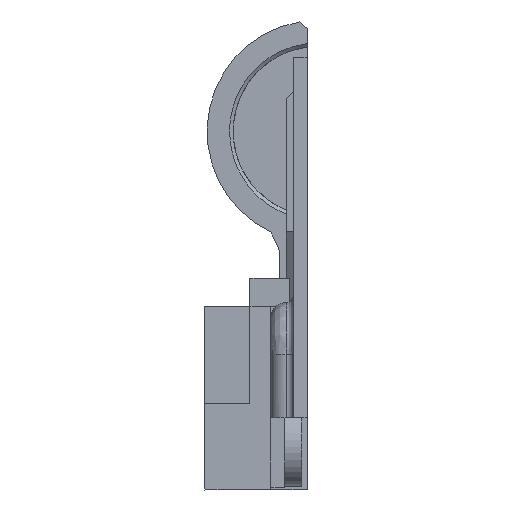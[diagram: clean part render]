
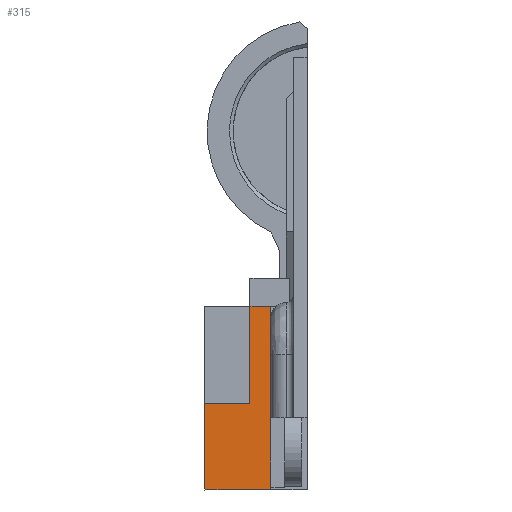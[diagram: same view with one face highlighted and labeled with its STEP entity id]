
A CAD part, left-side view. The second image highlights one B-rep face of the part: STEP entity #315.
In plain terms, the highlighted planar face has unit normal (-1, 0, 0).
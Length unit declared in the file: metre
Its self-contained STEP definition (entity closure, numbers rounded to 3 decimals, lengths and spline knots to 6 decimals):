
#315 = ADVANCED_FACE( '', ( #627 ), #628, .T. );
#627 = FACE_OUTER_BOUND( '', #1169, .T. );
#628 = PLANE( '', #1170 );
#1169 = EDGE_LOOP( '', ( #2406, #2407, #2408, #2409, #2410, #2411, #2412, #2413, #2414 ) );
#1170 = AXIS2_PLACEMENT_3D( '', #2415, #2416, #2417 );
#2406 = ORIENTED_EDGE( '', *, *, #3164, .F. );
#2407 = ORIENTED_EDGE( '', *, *, #3153, .T. );
#2408 = ORIENTED_EDGE( '', *, *, #2901, .T. );
#2409 = ORIENTED_EDGE( '', *, *, #2851, .F. );
#2410 = ORIENTED_EDGE( '', *, *, #3002, .T. );
#2411 = ORIENTED_EDGE( '', *, *, #2904, .T. );
#2412 = ORIENTED_EDGE( '', *, *, #2980, .T. );
#2413 = ORIENTED_EDGE( '', *, *, #3000, .F. );
#2414 = ORIENTED_EDGE( '', *, *, #3131, .T. );
#2415 = CARTESIAN_POINT( '', ( 0.0149, -0.000824, -0.01271 ) );
#2416 = DIRECTION( '', ( -1., 0., 0. ) );
#2417 = DIRECTION( '', ( 0., 0., 1. ) );
#2851 = EDGE_CURVE( '', #3480, #3482, #3483, .T. );
#2901 = EDGE_CURVE( '', #3567, #3482, #3568, .T. );
#2904 = EDGE_CURVE( '', #3560, #3570, #3572, .T. );
#2980 = EDGE_CURVE( '', #3570, #3704, #3705, .T. );
#3000 = EDGE_CURVE( '', #3734, #3704, #3737, .T. );
#3002 = EDGE_CURVE( '', #3480, #3560, #3739, .T. );
#3131 = EDGE_CURVE( '', #3734, #3933, #3935, .T. );
#3153 = EDGE_CURVE( '', #3959, #3567, #3960, .T. );
#3164 = EDGE_CURVE( '', #3959, #3933, #3975, .T. );
#3480 = VERTEX_POINT( '', #4402 );
#3482 = VERTEX_POINT( '', #4405 );
#3483 = B_SPLINE_CURVE_WITH_KNOTS( '', 1, ( #4406, #4407 ), .UNSPECIFIED., .F., .F., ( 2, 2 ), ( 0., 1. ), .UNSPECIFIED. );
#3560 = VERTEX_POINT( '', #4526 );
#3567 = VERTEX_POINT( '', #4536 );
#3568 = LINE( '', #4537, #4538 );
#3570 = VERTEX_POINT( '', #4541 );
#3572 = LINE( '', #4544, #4545 );
#3704 = VERTEX_POINT( '', #4824 );
#3705 = LINE( '', #4825, #4826 );
#3734 = VERTEX_POINT( '', #4876 );
#3737 = LINE( '', #4880, #4881 );
#3739 = LINE( '', #4884, #4885 );
#3933 = VERTEX_POINT( '', #5245 );
#3935 = LINE( '', #5248, #5249 );
#3959 = VERTEX_POINT( '', #5307 );
#3960 = LINE( '', #5308, #5309 );
#3975 = LINE( '', #5334, #5335 );
#4402 = CARTESIAN_POINT( '', ( 0.014901, -0.000824, -0.010628 ) );
#4405 = CARTESIAN_POINT( '', ( 0.014901, -0.000824, -0.012628 ) );
#4406 = CARTESIAN_POINT( '', ( 0.014902, -0.000824, -0.010628 ) );
#4407 = CARTESIAN_POINT( '', ( 0.014902, -0.000824, -0.012628 ) );
#4526 = CARTESIAN_POINT( '', ( 0.0149, -0.000824, -0.008488 ) );
#4536 = CARTESIAN_POINT( '', ( 0.0149, -0.000824, -0.01271 ) );
#4537 = CARTESIAN_POINT( '', ( 0.0149, -0.000824, -0.01271 ) );
#4538 = VECTOR( '', #5584, 1. );
#4541 = CARTESIAN_POINT( '', ( 0.0149, -0.000824, -0.00741 ) );
#4544 = CARTESIAN_POINT( '', ( 0.0149, -0.000824, -0.008488 ) );
#4545 = VECTOR( '', #5587, 1. );
#4824 = CARTESIAN_POINT( '', ( 0.0149, -0.000224, -0.00741 ) );
#4825 = CARTESIAN_POINT( '', ( 0.0149, -0.000824, -0.00741 ) );
#4826 = VECTOR( '', #5662, 1. );
#4876 = CARTESIAN_POINT( '', ( 0.0149, -0.000224, -0.01021 ) );
#4880 = CARTESIAN_POINT( '', ( 0.0149, -0.000224, -0.01021 ) );
#4881 = VECTOR( '', #5681, 1. );
#4884 = CARTESIAN_POINT( '', ( 0.0149, -0.000824, -0.01271 ) );
#4885 = VECTOR( '', #5683, 1. );
#5245 = CARTESIAN_POINT( '', ( 0.0149, 0.001076, -0.01021 ) );
#5248 = CARTESIAN_POINT( '', ( 0.0149, -0.000224, -0.01021 ) );
#5249 = VECTOR( '', #5840, 1. );
#5307 = CARTESIAN_POINT( '', ( 0.0149, 0.001076, -0.01271 ) );
#5308 = CARTESIAN_POINT( '', ( 0.0149, 0.001076, -0.01271 ) );
#5309 = VECTOR( '', #5868, 1. );
#5334 = CARTESIAN_POINT( '', ( 0.0149, 0.001076, -0.01271 ) );
#5335 = VECTOR( '', #5879, 1. );
#5584 = DIRECTION( '', ( 0., 0., 1. ) );
#5587 = DIRECTION( '', ( 0., 0., 1. ) );
#5662 = DIRECTION( '', ( 0., 1., 0. ) );
#5681 = DIRECTION( '', ( 0., 0., 1. ) );
#5683 = DIRECTION( '', ( 0., 0., 1. ) );
#5840 = DIRECTION( '', ( 0., 1., 0. ) );
#5868 = DIRECTION( '', ( 0., -1., 0. ) );
#5879 = DIRECTION( '', ( 0., 0., 1. ) );
